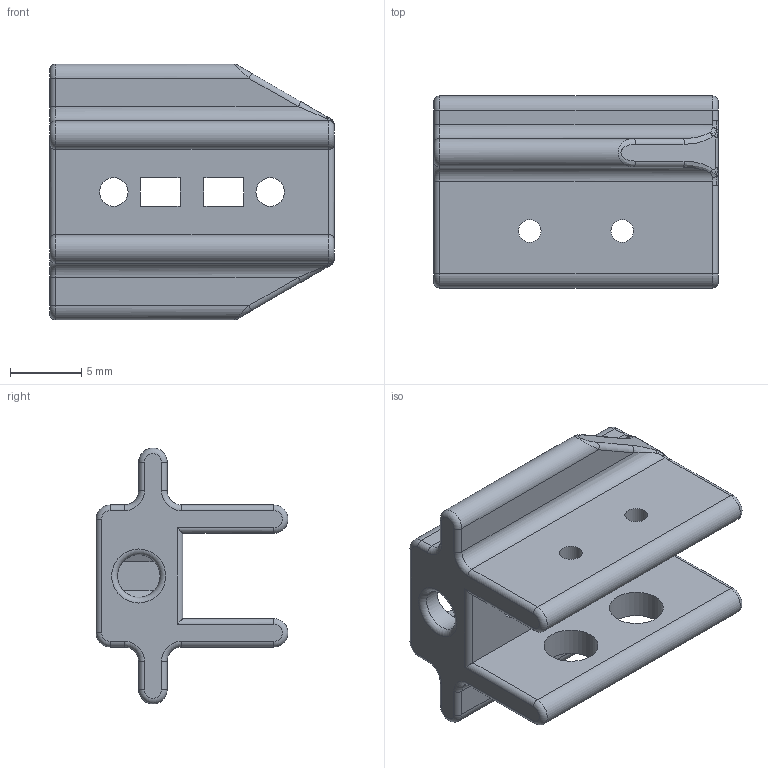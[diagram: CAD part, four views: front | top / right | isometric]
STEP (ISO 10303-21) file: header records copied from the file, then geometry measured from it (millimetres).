
FILE_DESCRIPTION(/* description */ (''),/* implementation_level */ '2;1');
FILE_NAME(/* name */ 'A-Z_Probe-L.stp',/* time_stamp */ '2020-11-23T12:45:30-08:00',/* author */ (''),/* organization */ (''),/* preprocessor_version */ 'ST-DEVELOPER v18.1',/* originating_system */ 'Autodesk Translation Framework v9.3.0.1241',/* authorisation */ '');
FILE_SCHEMA (('AUTOMOTIVE_DESIGN { 1 0 10303 214 3 1 1 }'));
Length unit declared in the file: millimetre
Products named in the file (1): Probe
Bounding box: 20 x 13.5 x 18 mm (x, y, z)
Volume: 1601.3 mm3; surface area: 1797.4 mm2
Topology: 1 solids, 1 shells, 126 faces, 313 edges, 189 vertices
Faces by surface type: cylinder 46, plane 32, bspline 30, torus 16, cone 2
Full cylindrical faces by diameter (mm): 1.6 x2, 2 x2, 3 x2, 3.8 x2
Entity records: 7014 total; most frequent: CARTESIAN_POINT 4059, ORIENTED_EDGE 626, DIRECTION 576, EDGE_CURVE 313, AXIS2_PLACEMENT_3D 226, VERTEX_POINT 189, EDGE_LOOP 146, FACE_OUTER_BOUND 126
